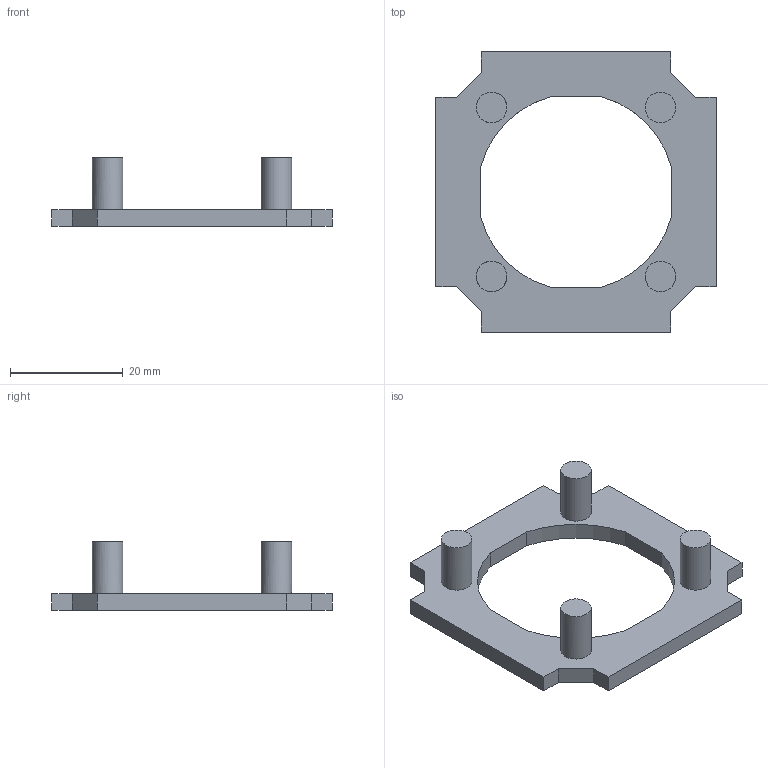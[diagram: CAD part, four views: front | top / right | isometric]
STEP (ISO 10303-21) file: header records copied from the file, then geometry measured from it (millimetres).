
FILE_DESCRIPTION(/* description */ (''),/* implementation_level */ '2;1');
FILE_NAME(/* name */ '20_Cube_Insert_Thorlabs.stp',/* time_stamp */ '2019-08-04T22:13:40+02:00',/* author */ ('diederichbenedict'),/* organization */ (''),/* preprocessor_version */ 'ST-DEVELOPER v17',/* originating_system */ 'Autodesk Inventor 2019',/* authorisation */ '');
FILE_SCHEMA (('AUTOMOTIVE_DESIGN { 1 0 10303 214 3 1 1 }'));
Length unit declared in the file: millimetre
Products named in the file (1): 20_Cube_Insert_Thorlabs
Bounding box: 49.8 x 49.8 x 12.24 mm (x, y, z)
Volume: 4780.9 mm3; surface area: 4143.1 mm2
Topology: 1 solids, 1 shells, 34 faces, 86 edges, 58 vertices
Faces by surface type: plane 26, cylinder 8
Full cylindrical faces by diameter (mm): 5.42 x4
Entity records: 1067 total; most frequent: CARTESIAN_POINT 179, DIRECTION 174, ORIENTED_EDGE 172, EDGE_CURVE 86, LINE 68, VECTOR 68, VERTEX_POINT 58, AXIS2_PLACEMENT_3D 53
